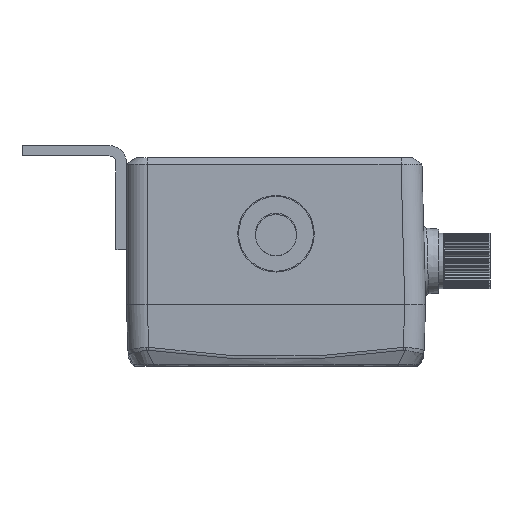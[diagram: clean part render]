
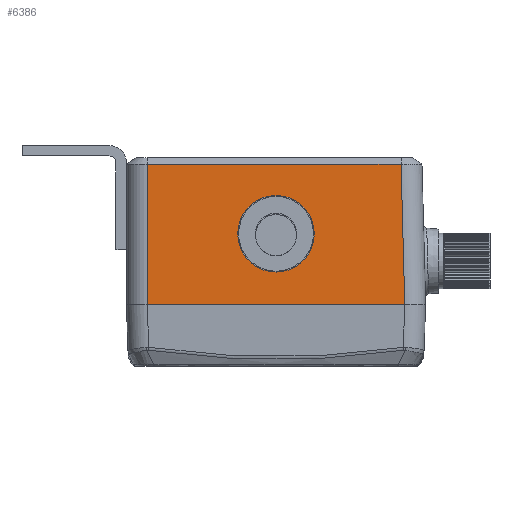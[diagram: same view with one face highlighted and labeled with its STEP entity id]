
A CAD part, front view. The second image highlights one B-rep face of the part: STEP entity #6386.
In plain terms, the highlighted planar face has unit normal (0, -1, 0).
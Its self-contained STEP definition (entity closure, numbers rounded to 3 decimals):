
#6101=FACE_BOUND('',#9547,.T.);
#6102=FACE_BOUND('',#9548,.T.);
#6386=ADVANCED_FACE('',(#6101,#6102),#7579,.T.);
#7579=PLANE('',#27913);
#9547=EDGE_LOOP('',(#11758,#11759,#11760,#11761));
#9548=EDGE_LOOP('',(#11762));
#10881=CIRCLE('',#27912,5.5);
#11758=ORIENTED_EDGE('',*,*,#20163,.T.);
#11759=ORIENTED_EDGE('',*,*,#20164,.T.);
#11760=ORIENTED_EDGE('',*,*,#20165,.T.);
#11761=ORIENTED_EDGE('',*,*,#20166,.F.);
#11762=ORIENTED_EDGE('',*,*,#20167,.F.);
#17977=VERTEX_POINT('',#37676);
#17978=VERTEX_POINT('',#37677);
#17979=VERTEX_POINT('',#37679);
#17980=VERTEX_POINT('',#37681);
#17981=VERTEX_POINT('',#37684);
#20163=EDGE_CURVE('',#17977,#17978,#23272,.T.);
#20164=EDGE_CURVE('',#17978,#17979,#23273,.T.);
#20165=EDGE_CURVE('',#17979,#17980,#23274,.T.);
#20166=EDGE_CURVE('',#17977,#17980,#23275,.T.);
#20167=EDGE_CURVE('',#17981,#17981,#10881,.T.);
#23272=LINE('',#37675,#25580);
#23273=LINE('',#37678,#25581);
#23274=LINE('',#37680,#25582);
#23275=LINE('',#37682,#25583);
#25580=VECTOR('',#29969,1.);
#25581=VECTOR('',#29970,1.);
#25582=VECTOR('',#29971,1.);
#25583=VECTOR('',#29972,1.);
#27912=AXIS2_PLACEMENT_3D('',#37683,#29973,#29974);
#27913=AXIS2_PLACEMENT_3D('',#37685,#29975,#29976);
#29969=DIRECTION('',(-0.026,0.,1.));
#29970=DIRECTION('',(-1.,0.,0.));
#29971=DIRECTION('',(0.,0.,-1.));
#29972=DIRECTION('',(-1.,0.,0.));
#29973=DIRECTION('',(0.,-1.,0.));
#29974=DIRECTION('',(0.,0.,-1.));
#29975=DIRECTION('',(0.,-1.,0.));
#29976=DIRECTION('',(0.,0.,-1.));
#37675=CARTESIAN_POINT('',(-281.523,186.999,9.737));
#37676=CARTESIAN_POINT('',(-281.501,186.999,8.9));
#37677=CARTESIAN_POINT('',(-282.029,186.999,29.056));
#37678=CARTESIAN_POINT('',(-313.5,186.999,29.056));
#37679=CARTESIAN_POINT('',(-318.5,186.999,29.056));
#37680=CARTESIAN_POINT('',(-318.5,186.999,8.9));
#37681=CARTESIAN_POINT('',(-318.5,186.999,8.9));
#37682=CARTESIAN_POINT('',(-313.5,186.999,8.9));
#37683=CARTESIAN_POINT('',(-300.,186.999,19.062));
#37684=CARTESIAN_POINT('',(-300.,186.999,13.562));
#37685=CARTESIAN_POINT('',(-313.5,186.999,8.9));
